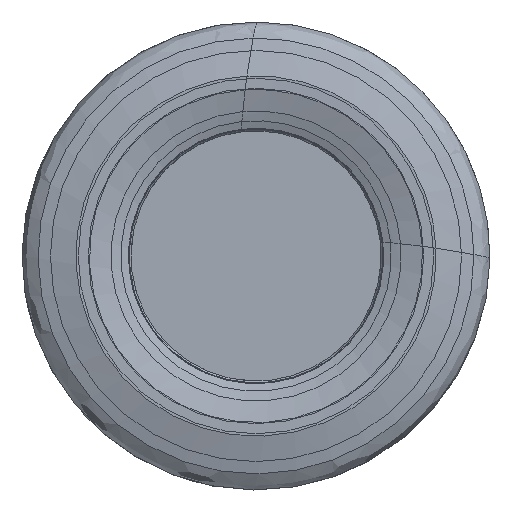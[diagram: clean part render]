
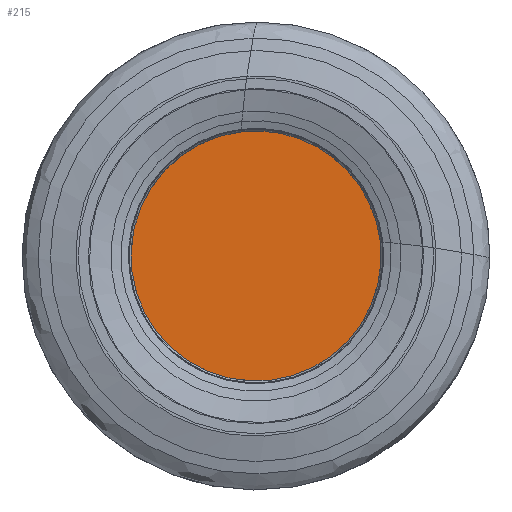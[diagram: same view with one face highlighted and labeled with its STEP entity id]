
A CAD part, left-side view. The second image highlights one B-rep face of the part: STEP entity #215.
In plain terms, the highlighted planar face has unit normal (-1, 0, 0).
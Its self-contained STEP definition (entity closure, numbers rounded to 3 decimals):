
#45=PLANE('',#968);
#215=ADVANCED_FACE('',(#325),#45,.F.);
#325=FACE_OUTER_BOUND('',#381,.T.);
#381=EDGE_LOOP('',(#669));
#458=CIRCLE('',#967,6.797);
#669=ORIENTED_EDGE('',*,*,#858,.T.);
#746=VERTEX_POINT('',#2122);
#858=EDGE_CURVE('',#746,#746,#458,.T.);
#967=AXIS2_PLACEMENT_3D('',#2121,#1170,#1171);
#968=AXIS2_PLACEMENT_3D('',#2123,#1172,#1173);
#1170=DIRECTION('',(-1.,0.,0.));
#1171=DIRECTION('',(0.,0.,1.));
#1172=DIRECTION('',(1.,0.,0.));
#1173=DIRECTION('',(0.,0.,-1.));
#2121=CARTESIAN_POINT('',(1.,0.,0.));
#2122=CARTESIAN_POINT('',(1.,0.,6.797));
#2123=CARTESIAN_POINT('',(1.,6.797,0.));
